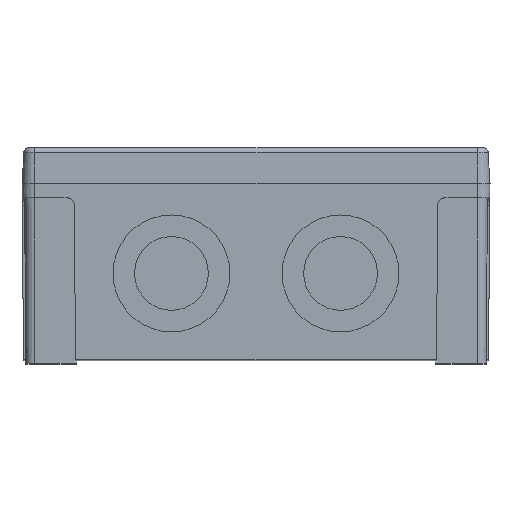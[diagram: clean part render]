
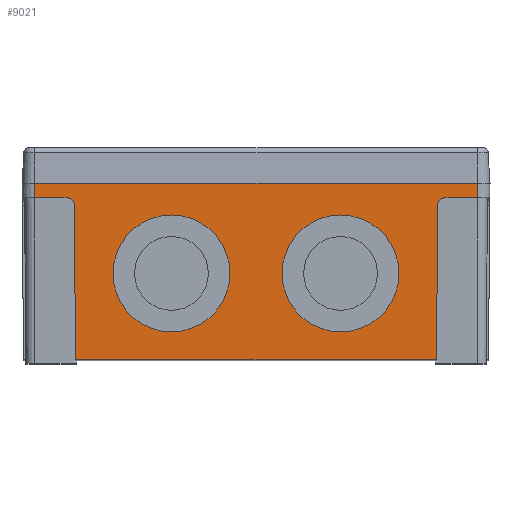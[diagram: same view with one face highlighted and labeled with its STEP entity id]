
A CAD part, top view. The second image highlights one B-rep face of the part: STEP entity #9021.
In plain terms, the highlighted planar face has unit normal (0, -0.009, 1).
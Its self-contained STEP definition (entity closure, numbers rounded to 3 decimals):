
#15 = LINE ( 'NONE', #12684, #5249 ) ;
#79 = DIRECTION ( 'NONE',  ( 0., -0.009, 1. ) ) ;
#80 =( BOUNDED_CURVE ( )  B_SPLINE_CURVE ( 3, ( #10848, #5787, #10019, #6901 ),
 .UNSPECIFIED., .F., .F. ) 
 B_SPLINE_CURVE_WITH_KNOTS ( ( 4, 4 ),
 ( 3.142, 4.704 ),
 .UNSPECIFIED. ) 
 CURVE ( )  GEOMETRIC_REPRESENTATION_ITEM ( )  RATIONAL_B_SPLINE_CURVE ( ( 1., 0.807, 0.807, 1. ) ) 
 REPRESENTATION_ITEM ( '' )  );
#923 = DIRECTION ( 'NONE',  ( 0., 1., 0.009 ) ) ;
#980 = ORIENTED_EDGE ( 'NONE', *, *, #8725, .F. ) ;
#996 = FACE_BOUND ( 'NONE', #6378, .T. ) ;
#1137 = PLANE ( 'NONE',  #3819 ) ;
#1154 = DIRECTION ( 'NONE',  ( 0., -0.009, 1. ) ) ;
#1426 = ORIENTED_EDGE ( 'NONE', *, *, #3634, .F. ) ;
#1849 = VERTEX_POINT ( 'NONE', #5920 ) ;
#1878 = CARTESIAN_POINT ( 'NONE',  ( 61.55, 0., 90.05 ) ) ;
#2063 = VERTEX_POINT ( 'NONE', #13419 ) ;
#2131 = DIRECTION ( 'NONE',  ( 0., -1., -0.009 ) ) ;
#2137 = LINE ( 'NONE', #6668, #6797 ) ;
#2485 = VERTEX_POINT ( 'NONE', #11313 ) ;
#2525 = ORIENTED_EDGE ( 'NONE', *, *, #4225, .T. ) ;
#2645 = CARTESIAN_POINT ( 'NONE',  ( -23.5, -8.757, 89.974 ) ) ;
#2970 = EDGE_CURVE ( 'NONE', #9024, #1849, #7977, .T. ) ;
#3082 = CARTESIAN_POINT ( 'NONE',  ( 50.543, -4.819, 90.008 ) ) ;
#3192 = VERTEX_POINT ( 'NONE', #10974 ) ;
#3208 = VERTEX_POINT ( 'NONE', #11116 ) ;
#3224 = VERTEX_POINT ( 'NONE', #2645 ) ;
#3414 = VERTEX_POINT ( 'NONE', #6472 ) ;
#3634 = EDGE_CURVE ( 'NONE', #2485, #3224, #9674, .T. ) ;
#3723 = EDGE_CURVE ( 'NONE', #10234, #3192, #12364, .T. ) ;
#3814 = ORIENTED_EDGE ( 'NONE', *, *, #7302, .F. ) ;
#3819 = AXIS2_PLACEMENT_3D ( 'NONE', #4285, #9696, #4551 ) ;
#3941 = LINE ( 'NONE', #11366, #5925 ) ;
#4126 = CARTESIAN_POINT ( 'NONE',  ( -61.55, -4., 90.015 ) ) ;
#4170 = EDGE_CURVE ( 'NONE', #5582, #6684, #3941, .T. ) ;
#4225 = EDGE_CURVE ( 'NONE', #10234, #5868, #15, .T. ) ;
#4261 = EDGE_CURVE ( 'NONE', #13481, #6909, #11690, .T. ) ;
#4279 = CARTESIAN_POINT ( 'NONE',  ( 23.5, -25.007, 89.832 ) ) ;
#4285 = CARTESIAN_POINT ( 'NONE',  ( -61.55, 0., 90.05 ) ) ;
#4316 = EDGE_CURVE ( 'NONE', #3414, #3208, #10230, .T. ) ;
#4551 = DIRECTION ( 'NONE',  ( 0., -1., -0.009 ) ) ;
#4743 = EDGE_CURVE ( 'NONE', #3414, #1849, #2137, .T. ) ;
#5164 = CARTESIAN_POINT ( 'NONE',  ( 50.533, -5.983, 89.998 ) ) ;
#5195 = DIRECTION ( 'NONE',  ( -0.009, 1., 0.009 ) ) ;
#5249 = VECTOR ( 'NONE', #10656, 1000. ) ;
#5582 = VERTEX_POINT ( 'NONE', #4126 ) ;
#5640 = ORIENTED_EDGE ( 'NONE', *, *, #4743, .F. ) ;
#5702 = AXIS2_PLACEMENT_3D ( 'NONE', #4279, #79, #923 ) ;
#5729 = ORIENTED_EDGE ( 'NONE', *, *, #11350, .F. ) ;
#5787 = CARTESIAN_POINT ( 'NONE',  ( -51.369, -4., 90.015 ) ) ;
#5852 = VECTOR ( 'NONE', #10456, 1000. ) ;
#5868 = VERTEX_POINT ( 'NONE', #5936 ) ;
#5913 = CIRCLE ( 'NONE', #8570, 16.25 ) ;
#5920 = CARTESIAN_POINT ( 'NONE',  ( 52.533, -4., 90.015 ) ) ;
#5925 = VECTOR ( 'NONE', #8171, 1000. ) ;
#5936 = CARTESIAN_POINT ( 'NONE',  ( 50.157, -49., 89.622 ) ) ;
#6223 = LINE ( 'NONE', #9415, #5852 ) ;
#6235 = CARTESIAN_POINT ( 'NONE',  ( 23.5, -25.007, 89.832 ) ) ;
#6353 = VECTOR ( 'NONE', #5195, 1000. ) ;
#6378 = EDGE_LOOP ( 'NONE', ( #1426, #5729 ) ) ;
#6472 = CARTESIAN_POINT ( 'NONE',  ( 61.55, -4., 90.015 ) ) ;
#6530 = DIRECTION ( 'NONE',  ( -1., 0., 0. ) ) ;
#6562 = EDGE_LOOP ( 'NONE', ( #12329, #9022 ) ) ;
#6668 = CARTESIAN_POINT ( 'NONE',  ( -61.55, -4., 90.015 ) ) ;
#6684 = VERTEX_POINT ( 'NONE', #7195 ) ;
#6797 = VECTOR ( 'NONE', #6530, 1000. ) ;
#6901 = CARTESIAN_POINT ( 'NONE',  ( -50.533, -5.983, 89.998 ) ) ;
#6909 = VERTEX_POINT ( 'NONE', #13167 ) ;
#7154 = DIRECTION ( 'NONE',  ( 0., -0.009, 1. ) ) ;
#7195 = CARTESIAN_POINT ( 'NONE',  ( -52.533, -4., 90.015 ) ) ;
#7302 = EDGE_CURVE ( 'NONE', #5582, #2063, #7929, .T. ) ;
#7330 = FACE_BOUND ( 'NONE', #6562, .T. ) ;
#7343 = DIRECTION ( 'NONE',  ( 0., 1., 0.009 ) ) ;
#7404 = FACE_OUTER_BOUND ( 'NONE', #10833, .T. ) ;
#7462 = AXIS2_PLACEMENT_3D ( 'NONE', #9031, #7842, #12079 ) ;
#7696 = LINE ( 'NONE', #13118, #11994 ) ;
#7842 = DIRECTION ( 'NONE',  ( 0., -0.009, 1. ) ) ;
#7929 = LINE ( 'NONE', #12165, #13007 ) ;
#7977 =( BOUNDED_CURVE ( )  B_SPLINE_CURVE ( 3, ( #5164, #3082, #9400, #13639 ),
 .UNSPECIFIED., .F., .F. ) 
 B_SPLINE_CURVE_WITH_KNOTS ( ( 4, 4 ),
 ( 1.58, 3.142 ),
 .UNSPECIFIED. ) 
 CURVE ( )  GEOMETRIC_REPRESENTATION_ITEM ( )  RATIONAL_B_SPLINE_CURVE ( ( 1., 0.807, 0.807, 1. ) ) 
 REPRESENTATION_ITEM ( '' )  );
#8171 = DIRECTION ( 'NONE',  ( 1., 0., 0. ) ) ;
#8570 = AXIS2_PLACEMENT_3D ( 'NONE', #12708, #1154, #2131 ) ;
#8610 = AXIS2_PLACEMENT_3D ( 'NONE', #6235, #7154, #7343 ) ;
#8670 = ORIENTED_EDGE ( 'NONE', *, *, #10595, .F. ) ;
#8688 = ORIENTED_EDGE ( 'NONE', *, *, #4170, .T. ) ;
#8725 = EDGE_CURVE ( 'NONE', #2063, #3208, #7696, .T. ) ;
#9021 = ADVANCED_FACE ( 'NONE', ( #7330, #996, #7404 ), #1137, .T. ) ;
#9022 = ORIENTED_EDGE ( 'NONE', *, *, #13555, .F. ) ;
#9024 = VERTEX_POINT ( 'NONE', #12121 ) ;
#9031 = CARTESIAN_POINT ( 'NONE',  ( -23.5, -25.007, 89.832 ) ) ;
#9400 = CARTESIAN_POINT ( 'NONE',  ( 51.369, -4., 90.015 ) ) ;
#9415 = CARTESIAN_POINT ( 'NONE',  ( 50.576, -0.978, 90.041 ) ) ;
#9472 = VECTOR ( 'NONE', #13633, 1000. ) ;
#9499 = EDGE_CURVE ( 'NONE', #6684, #3192, #80, .T. ) ;
#9635 = CARTESIAN_POINT ( 'NONE',  ( -50.157, -49., 89.622 ) ) ;
#9674 = CIRCLE ( 'NONE', #7462, 16.25 ) ;
#9696 = DIRECTION ( 'NONE',  ( 0., -0.009, 1. ) ) ;
#9730 = ORIENTED_EDGE ( 'NONE', *, *, #4316, .T. ) ;
#10019 = CARTESIAN_POINT ( 'NONE',  ( -50.543, -4.819, 90.008 ) ) ;
#10230 = LINE ( 'NONE', #1878, #9472 ) ;
#10234 = VERTEX_POINT ( 'NONE', #9635 ) ;
#10456 = DIRECTION ( 'NONE',  ( -0.009, -1., -0.009 ) ) ;
#10595 = EDGE_CURVE ( 'NONE', #9024, #5868, #6223, .T. ) ;
#10656 = DIRECTION ( 'NONE',  ( 1., 0., 0. ) ) ;
#10833 = EDGE_LOOP ( 'NONE', ( #8670, #13517, #5640, #9730, #980, #3814, #8688, #11880, #12404, #2525 ) ) ;
#10842 = DIRECTION ( 'NONE',  ( 0., 1., 0.009 ) ) ;
#10848 = CARTESIAN_POINT ( 'NONE',  ( -52.533, -4., 90.015 ) ) ;
#10974 = CARTESIAN_POINT ( 'NONE',  ( -50.533, -5.983, 89.998 ) ) ;
#11035 = CARTESIAN_POINT ( 'NONE',  ( 23.5, -41.256, 89.69 ) ) ;
#11116 = CARTESIAN_POINT ( 'NONE',  ( 61.55, 0., 90.05 ) ) ;
#11313 = CARTESIAN_POINT ( 'NONE',  ( -23.5, -41.256, 89.69 ) ) ;
#11350 = EDGE_CURVE ( 'NONE', #3224, #2485, #5913, .T. ) ;
#11366 = CARTESIAN_POINT ( 'NONE',  ( -61.55, -4., 90.015 ) ) ;
#11389 = CARTESIAN_POINT ( 'NONE',  ( -50.586, 0.096, 90.051 ) ) ;
#11690 = CIRCLE ( 'NONE', #5702, 16.25 ) ;
#11880 = ORIENTED_EDGE ( 'NONE', *, *, #9499, .T. ) ;
#11930 = DIRECTION ( 'NONE',  ( 1., 0., 0. ) ) ;
#11994 = VECTOR ( 'NONE', #11930, 1000. ) ;
#12079 = DIRECTION ( 'NONE',  ( 0., -1., -0.009 ) ) ;
#12121 = CARTESIAN_POINT ( 'NONE',  ( 50.533, -5.983, 89.998 ) ) ;
#12165 = CARTESIAN_POINT ( 'NONE',  ( -61.55, 0., 90.05 ) ) ;
#12329 = ORIENTED_EDGE ( 'NONE', *, *, #4261, .F. ) ;
#12364 = LINE ( 'NONE', #11389, #6353 ) ;
#12404 = ORIENTED_EDGE ( 'NONE', *, *, #3723, .F. ) ;
#12684 = CARTESIAN_POINT ( 'NONE',  ( -61.55, -49., 89.622 ) ) ;
#12708 = CARTESIAN_POINT ( 'NONE',  ( -23.5, -25.007, 89.832 ) ) ;
#13007 = VECTOR ( 'NONE', #10842, 1000. ) ;
#13052 = CIRCLE ( 'NONE', #8610, 16.25 ) ;
#13118 = CARTESIAN_POINT ( 'NONE',  ( -61.55, 0., 90.05 ) ) ;
#13167 = CARTESIAN_POINT ( 'NONE',  ( 23.5, -8.757, 89.974 ) ) ;
#13419 = CARTESIAN_POINT ( 'NONE',  ( -61.55, 0., 90.05 ) ) ;
#13481 = VERTEX_POINT ( 'NONE', #11035 ) ;
#13517 = ORIENTED_EDGE ( 'NONE', *, *, #2970, .T. ) ;
#13555 = EDGE_CURVE ( 'NONE', #6909, #13481, #13052, .T. ) ;
#13633 = DIRECTION ( 'NONE',  ( 0., 1., 0.009 ) ) ;
#13639 = CARTESIAN_POINT ( 'NONE',  ( 52.533, -4., 90.015 ) ) ;
